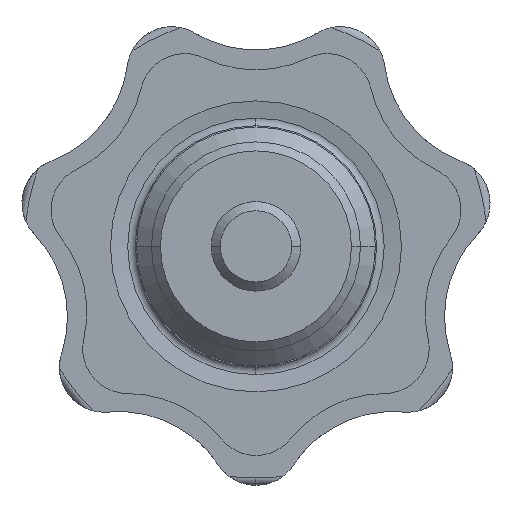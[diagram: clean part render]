
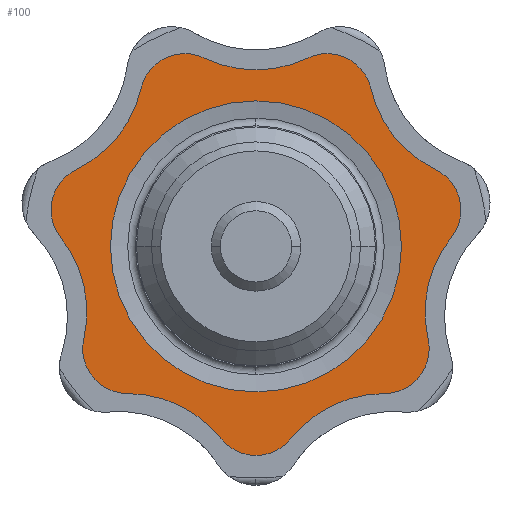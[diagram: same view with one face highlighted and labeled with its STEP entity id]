
A CAD part, front view. The second image highlights one B-rep face of the part: STEP entity #100.
In plain terms, the highlighted planar face has unit normal (0, -1, 0).
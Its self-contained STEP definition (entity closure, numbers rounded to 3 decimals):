
#100 = ADVANCED_FACE( '', ( #193, #194 ), #195, .F. );
#193 = FACE_BOUND( '', #332, .T. );
#194 = FACE_OUTER_BOUND( '', #333, .T. );
#195 = PLANE( '', #334 );
#332 = EDGE_LOOP( '', ( #610, #611 ) );
#333 = EDGE_LOOP( '', ( #612, #613, #614, #615, #616, #617, #618, #619, #620, #621, #622, #623, #624, #625, #626 ) );
#334 = AXIS2_PLACEMENT_3D( '', #627, #628, #629 );
#610 = ORIENTED_EDGE( '', *, *, #1064, .F. );
#611 = ORIENTED_EDGE( '', *, *, #1065, .F. );
#612 = ORIENTED_EDGE( '', *, *, #1066, .T. );
#613 = ORIENTED_EDGE( '', *, *, #1062, .T. );
#614 = ORIENTED_EDGE( '', *, *, #1059, .T. );
#615 = ORIENTED_EDGE( '', *, *, #1056, .T. );
#616 = ORIENTED_EDGE( '', *, *, #1053, .T. );
#617 = ORIENTED_EDGE( '', *, *, #1050, .T. );
#618 = ORIENTED_EDGE( '', *, *, #1047, .T. );
#619 = ORIENTED_EDGE( '', *, *, #1044, .T. );
#620 = ORIENTED_EDGE( '', *, *, #1067, .T. );
#621 = ORIENTED_EDGE( '', *, *, #1068, .T. );
#622 = ORIENTED_EDGE( '', *, *, #1069, .T. );
#623 = ORIENTED_EDGE( '', *, *, #1070, .T. );
#624 = ORIENTED_EDGE( '', *, *, #1071, .T. );
#625 = ORIENTED_EDGE( '', *, *, #1072, .T. );
#626 = ORIENTED_EDGE( '', *, *, #1073, .T. );
#627 = CARTESIAN_POINT( '', ( 0., 17., 0. ) );
#628 = DIRECTION( '', ( 0., 1., 0. ) );
#629 = DIRECTION( '', ( 0., 0., 1. ) );
#1044 = EDGE_CURVE( '', #1283, #1281, #1284, .T. );
#1047 = EDGE_CURVE( '', #1288, #1283, #1289, .T. );
#1050 = EDGE_CURVE( '', #1293, #1288, #1294, .T. );
#1053 = EDGE_CURVE( '', #1298, #1293, #1299, .T. );
#1056 = EDGE_CURVE( '', #1303, #1298, #1304, .T. );
#1059 = EDGE_CURVE( '', #1308, #1303, #1309, .T. );
#1062 = EDGE_CURVE( '', #1313, #1308, #1314, .T. );
#1064 = EDGE_CURVE( '', #1316, #1317, #1318, .T. );
#1065 = EDGE_CURVE( '', #1317, #1316, #1319, .T. );
#1066 = EDGE_CURVE( '', #1320, #1313, #1321, .T. );
#1067 = EDGE_CURVE( '', #1281, #1322, #1323, .T. );
#1068 = EDGE_CURVE( '', #1322, #1324, #1325, .T. );
#1069 = EDGE_CURVE( '', #1324, #1326, #1327, .T. );
#1070 = EDGE_CURVE( '', #1326, #1328, #1329, .T. );
#1071 = EDGE_CURVE( '', #1328, #1330, #1331, .T. );
#1072 = EDGE_CURVE( '', #1330, #1332, #1333, .T. );
#1073 = EDGE_CURVE( '', #1332, #1320, #1334, .T. );
#1281 = VERTEX_POINT( '', #1778 );
#1283 = VERTEX_POINT( '', #1781 );
#1284 = CIRCLE( '', #1782, 8. );
#1288 = VERTEX_POINT( '', #1787 );
#1289 = CIRCLE( '', #1788, 3. );
#1293 = VERTEX_POINT( '', #1793 );
#1294 = CIRCLE( '', #1794, 8. );
#1298 = VERTEX_POINT( '', #1799 );
#1299 = CIRCLE( '', #1800, 3. );
#1303 = VERTEX_POINT( '', #1805 );
#1304 = CIRCLE( '', #1806, 3. );
#1308 = VERTEX_POINT( '', #1811 );
#1309 = CIRCLE( '', #1812, 8. );
#1313 = VERTEX_POINT( '', #1817 );
#1314 = CIRCLE( '', #1818, 3. );
#1316 = VERTEX_POINT( '', #1821 );
#1317 = VERTEX_POINT( '', #1822 );
#1318 = CIRCLE( '', #1823, 9.747 );
#1319 = CIRCLE( '', #1824, 9.747 );
#1320 = VERTEX_POINT( '', #1825 );
#1321 = CIRCLE( '', #1826, 8. );
#1322 = VERTEX_POINT( '', #1827 );
#1323 = CIRCLE( '', #1828, 3. );
#1324 = VERTEX_POINT( '', #1829 );
#1325 = CIRCLE( '', #1830, 8. );
#1326 = VERTEX_POINT( '', #1831 );
#1327 = CIRCLE( '', #1832, 3. );
#1328 = VERTEX_POINT( '', #1833 );
#1329 = CIRCLE( '', #1834, 8. );
#1330 = VERTEX_POINT( '', #1835 );
#1331 = CIRCLE( '', #1836, 3. );
#1332 = VERTEX_POINT( '', #1837 );
#1333 = CIRCLE( '', #1838, 8. );
#1334 = CIRCLE( '', #1839, 3. );
#1778 = CARTESIAN_POINT( '', ( 13.07, 17., 0.577 ) );
#1781 = CARTESIAN_POINT( '', ( 11.525, 17., -6.191 ) );
#1782 = AXIS2_PLACEMENT_3D( '', #2205, #2206, #2207 );
#1787 = CARTESIAN_POINT( '', ( 8.6, 17., -9.858 ) );
#1788 = AXIS2_PLACEMENT_3D( '', #2212, #2213, #2214 );
#1793 = CARTESIAN_POINT( '', ( 2.345, 17., -12.87 ) );
#1794 = AXIS2_PLACEMENT_3D( '', #2219, #2220, #2221 );
#1799 = CARTESIAN_POINT( '', ( 0., 17., -14. ) );
#1800 = AXIS2_PLACEMENT_3D( '', #2226, #2227, #2228 );
#1805 = CARTESIAN_POINT( '', ( -2.345, 17., -12.87 ) );
#1806 = AXIS2_PLACEMENT_3D( '', #2233, #2234, #2235 );
#1811 = CARTESIAN_POINT( '', ( -8.6, 17., -9.858 ) );
#1812 = AXIS2_PLACEMENT_3D( '', #2240, #2241, #2242 );
#1817 = CARTESIAN_POINT( '', ( -11.525, 17., -6.191 ) );
#1818 = AXIS2_PLACEMENT_3D( '', #2247, #2248, #2249 );
#1821 = CARTESIAN_POINT( '', ( 0., 17., 9.747 ) );
#1822 = CARTESIAN_POINT( '', ( 0., 17., -9.747 ) );
#1823 = AXIS2_PLACEMENT_3D( '', #2251, #2252, #2253 );
#1824 = AXIS2_PLACEMENT_3D( '', #2254, #2255, #2256 );
#1825 = CARTESIAN_POINT( '', ( -13.07, 17., 0.577 ) );
#1826 = AXIS2_PLACEMENT_3D( '', #2257, #2258, #2259 );
#1827 = CARTESIAN_POINT( '', ( 12.026, 17., 5.151 ) );
#1828 = AXIS2_PLACEMENT_3D( '', #2260, #2261, #2262 );
#1829 = CARTESIAN_POINT( '', ( 7.698, 17., 10.578 ) );
#1830 = AXIS2_PLACEMENT_3D( '', #2263, #2264, #2265 );
#1831 = CARTESIAN_POINT( '', ( 3.471, 17., 12.614 ) );
#1832 = AXIS2_PLACEMENT_3D( '', #2266, #2267, #2268 );
#1833 = CARTESIAN_POINT( '', ( -3.471, 17., 12.614 ) );
#1834 = AXIS2_PLACEMENT_3D( '', #2269, #2270, #2271 );
#1835 = CARTESIAN_POINT( '', ( -7.698, 17., 10.578 ) );
#1836 = AXIS2_PLACEMENT_3D( '', #2272, #2273, #2274 );
#1837 = CARTESIAN_POINT( '', ( -12.026, 17., 5.151 ) );
#1838 = AXIS2_PLACEMENT_3D( '', #2275, #2276, #2277 );
#1839 = AXIS2_PLACEMENT_3D( '', #2278, #2279, #2280 );
#2205 = CARTESIAN_POINT( '', ( 19.324, 17., -4.411 ) );
#2206 = DIRECTION( '', ( 0., 1., 0. ) );
#2207 = DIRECTION( '', ( -0.782, 0., 0.623 ) );
#2212 = CARTESIAN_POINT( '', ( 8.6, 17., -6.858 ) );
#2213 = DIRECTION( '', ( 0., -1., 0. ) );
#2214 = DIRECTION( '', ( 0.975, 0., 0.223 ) );
#2219 = CARTESIAN_POINT( '', ( 8.6, 17., -17.858 ) );
#2220 = DIRECTION( '', ( 0., 1., 0. ) );
#2221 = DIRECTION( '', ( 0., 0., 1. ) );
#2226 = CARTESIAN_POINT( '', ( 0., 17., -11. ) );
#2227 = DIRECTION( '', ( 0., -1., 0. ) );
#2228 = DIRECTION( '', ( 0.782, 0., -0.623 ) );
#2233 = CARTESIAN_POINT( '', ( 0., 17., -11. ) );
#2234 = DIRECTION( '', ( 0., -1., 0. ) );
#2235 = DIRECTION( '', ( 0., 0., -1. ) );
#2240 = CARTESIAN_POINT( '', ( -8.6, 17., -17.858 ) );
#2241 = DIRECTION( '', ( 0., 1., 0. ) );
#2242 = DIRECTION( '', ( 0.782, 0., 0.623 ) );
#2247 = CARTESIAN_POINT( '', ( -8.6, 17., -6.858 ) );
#2248 = DIRECTION( '', ( 0., -1., 0. ) );
#2249 = DIRECTION( '', ( 0., 0., -1. ) );
#2251 = CARTESIAN_POINT( '', ( 0., 17., 0. ) );
#2252 = DIRECTION( '', ( 0., -1., 0. ) );
#2253 = DIRECTION( '', ( 0., 0., -1. ) );
#2254 = CARTESIAN_POINT( '', ( 0., 17., 0. ) );
#2255 = DIRECTION( '', ( 0., -1., 0. ) );
#2256 = DIRECTION( '', ( 0., 0., -1. ) );
#2257 = CARTESIAN_POINT( '', ( -19.324, 17., -4.411 ) );
#2258 = DIRECTION( '', ( 0., 1., 0. ) );
#2259 = DIRECTION( '', ( 0.975, 0., -0.223 ) );
#2260 = CARTESIAN_POINT( '', ( 10.724, 17., 2.448 ) );
#2261 = DIRECTION( '', ( 0., -1., 0. ) );
#2262 = DIRECTION( '', ( 0.434, 0., 0.901 ) );
#2263 = CARTESIAN_POINT( '', ( 15.497, 17., 12.358 ) );
#2264 = DIRECTION( '', ( 0., 1., 0. ) );
#2265 = DIRECTION( '', ( -0.975, 0., -0.223 ) );
#2266 = CARTESIAN_POINT( '', ( 4.773, 17., 9.911 ) );
#2267 = DIRECTION( '', ( 0., -1., 0. ) );
#2268 = DIRECTION( '', ( -0.434, 0., 0.901 ) );
#2269 = CARTESIAN_POINT( '', ( 0., 17., 19.821 ) );
#2270 = DIRECTION( '', ( 0., 1., 0. ) );
#2271 = DIRECTION( '', ( -0.434, 0., -0.901 ) );
#2272 = CARTESIAN_POINT( '', ( -4.773, 17., 9.911 ) );
#2273 = DIRECTION( '', ( 0., -1., 0. ) );
#2274 = DIRECTION( '', ( -0.975, 0., 0.223 ) );
#2275 = CARTESIAN_POINT( '', ( -15.497, 17., 12.358 ) );
#2276 = DIRECTION( '', ( 0., 1., 0. ) );
#2277 = DIRECTION( '', ( 0.434, 0., -0.901 ) );
#2278 = CARTESIAN_POINT( '', ( -10.724, 17., 2.448 ) );
#2279 = DIRECTION( '', ( 0., -1., 0. ) );
#2280 = DIRECTION( '', ( -0.782, 0., -0.623 ) );
